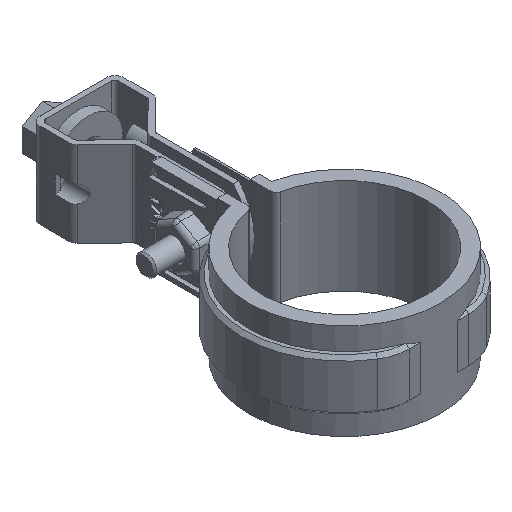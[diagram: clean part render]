
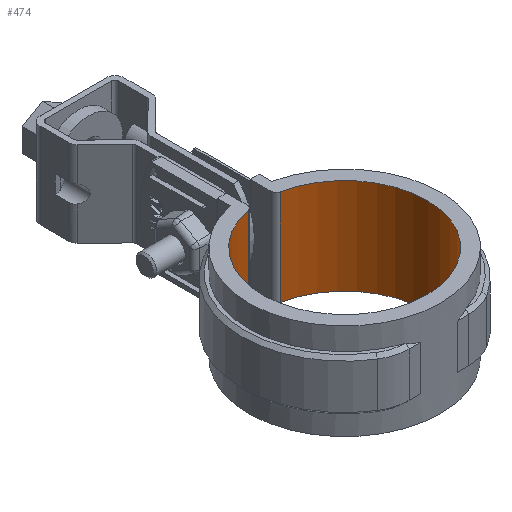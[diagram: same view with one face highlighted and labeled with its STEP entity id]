
A CAD part, isometric view. The second image highlights one B-rep face of the part: STEP entity #474.
In plain terms, the highlighted cylindrical face has radius 24 mm (diameter 48 mm), a partial arc.
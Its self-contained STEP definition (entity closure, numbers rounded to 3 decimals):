
#474 = ADVANCED_FACE( '', ( #942 ), #943, .F. );
#942 = FACE_OUTER_BOUND( '', #2286, .T. );
#943 = CYLINDRICAL_SURFACE( '', #2287, 24. );
#2286 = EDGE_LOOP( '', ( #4953, #4954, #4955, #4956 ) );
#2287 = AXIS2_PLACEMENT_3D( '', #4957, #4958, #4959 );
#4953 = ORIENTED_EDGE( '', *, *, #7229, .F. );
#4954 = ORIENTED_EDGE( '', *, *, #7270, .T. );
#4955 = ORIENTED_EDGE( '', *, *, #7254, .T. );
#4956 = ORIENTED_EDGE( '', *, *, #7271, .T. );
#4957 = CARTESIAN_POINT( '', ( 0., 0., -95.592 ) );
#4958 = DIRECTION( '', ( 0., 0., -1. ) );
#4959 = DIRECTION( '', ( -1., 0., 0. ) );
#7229 = EDGE_CURVE( '', #8423, #8425, #8426, .F. );
#7254 = EDGE_CURVE( '', #8457, #8455, #8458, .F. );
#7270 = EDGE_CURVE( '', #8423, #8457, #8486, .T. );
#7271 = EDGE_CURVE( '', #8455, #8425, #8487, .F. );
#8423 = VERTEX_POINT( '', #11841 );
#8425 = VERTEX_POINT( '', #11843 );
#8426 = CIRCLE( '', #11844, 24. );
#8455 = VERTEX_POINT( '', #11919 );
#8457 = VERTEX_POINT( '', #11921 );
#8458 = CIRCLE( '', #11922, 24. );
#8486 = LINE( '', #11972, #11973 );
#8487 = LINE( '', #11974, #11975 );
#11841 = CARTESIAN_POINT( '', ( -4.706, 23.534, -26.5 ) );
#11843 = CARTESIAN_POINT( '', ( 4.706, 23.534, -26.5 ) );
#11844 = AXIS2_PLACEMENT_3D( '', #13877, #13878, #13879 );
#11919 = CARTESIAN_POINT( '', ( 4.706, 23.534, 1.5 ) );
#11921 = CARTESIAN_POINT( '', ( -4.706, 23.534, 1.5 ) );
#11922 = AXIS2_PLACEMENT_3D( '', #13905, #13906, #13907 );
#11972 = CARTESIAN_POINT( '', ( -4.706, 23.534, -95.592 ) );
#11973 = VECTOR( '', #13921, 1000. );
#11974 = CARTESIAN_POINT( '', ( 4.706, 23.534, -95.592 ) );
#11975 = VECTOR( '', #13922, 1000. );
#13877 = CARTESIAN_POINT( '', ( 0., 0., -26.5 ) );
#13878 = DIRECTION( '', ( 0., 0., -1. ) );
#13879 = DIRECTION( '', ( -1., 0., 0. ) );
#13905 = CARTESIAN_POINT( '', ( 0., 0., 1.5 ) );
#13906 = DIRECTION( '', ( 0., 0., -1. ) );
#13907 = DIRECTION( '', ( -1., 0., 0. ) );
#13921 = DIRECTION( '', ( 0., 0., 1. ) );
#13922 = DIRECTION( '', ( 0., 0., 1. ) );
